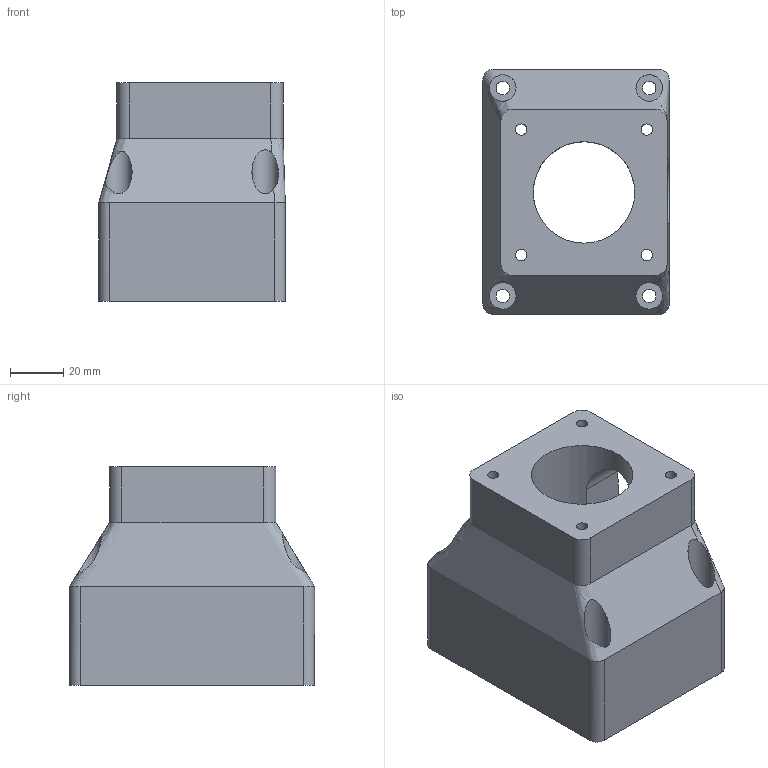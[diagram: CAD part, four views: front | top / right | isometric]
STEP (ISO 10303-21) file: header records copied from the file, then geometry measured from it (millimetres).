
FILE_DESCRIPTION(/* description */ (''),/* implementation_level */ '2;1');
FILE_NAME(/* name */ 'Linear Assembly Nema 23 Adapter.step',/* time_stamp */ '2023-01-03T22:41:33-05:00',/* author */ (''),/* organization */ (''),/* preprocessor_version */ 'ST-DEVELOPER v19.2',/* originating_system */ 'Autodesk Translation Framework v11.17.0.187',/* authorisation */ '');
FILE_SCHEMA (('AUTOMOTIVE_DESIGN { 1 0 10303 214 3 1 1 }'));
Length unit declared in the file: millimetre
Products named in the file (1): Linear Assembly
Bounding box: 70 x 92 x 82.1 mm (x, y, z)
Volume: 266514 mm3; surface area: 56264.5 mm2
Topology: 1 solids, 1 shells, 82 faces, 232 edges, 155 vertices
Faces by surface type: plane 56, cylinder 24, bspline 2
Full cylindrical faces by diameter (mm): 4.234 x4, 5.035 x4, 10 x4, 38.1 x1
Entity records: 3273 total; most frequent: CARTESIAN_POINT 1062, ORIENTED_EDGE 464, DIRECTION 410, EDGE_CURVE 232, LINE 170, VECTOR 170, VERTEX_POINT 155, AXIS2_PLACEMENT_3D 120
